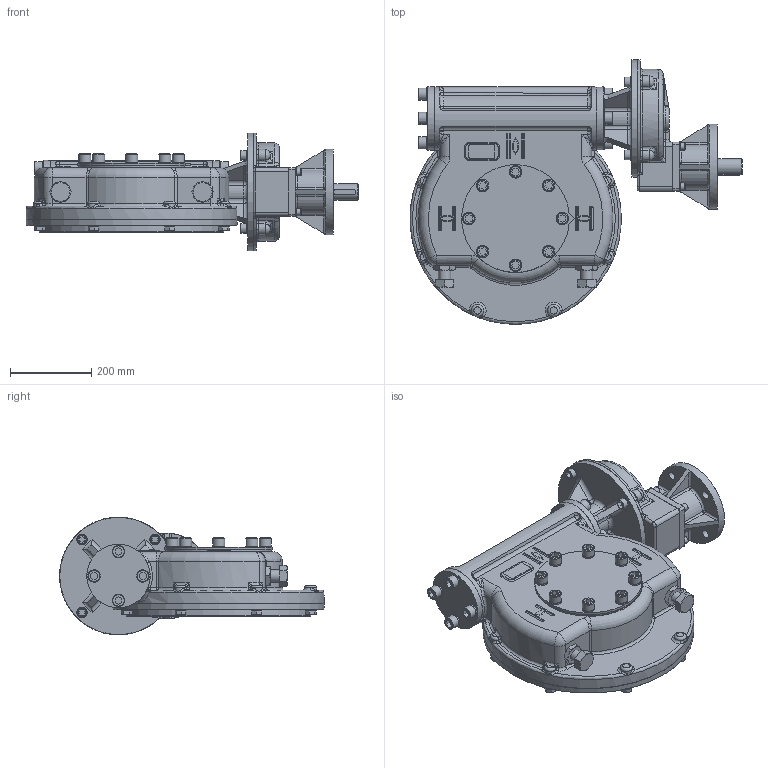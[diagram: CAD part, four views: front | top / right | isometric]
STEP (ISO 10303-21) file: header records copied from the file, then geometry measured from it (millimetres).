
FILE_DESCRIPTION(/* description */ ('Unknown'),/* implementation_level */ '2;1');
FILE_NAME(/* name */ 'PUB-IW82FBIRS-F16-F25',/* time_stamp */ '2016-07-11T14:52:31+01:00',/* author */ ('Unknown'),/* organization */ ('Unknown'),/* preprocessor_version */ 'ST-DEVELOPER v16',/* originating_system */ 'DEX',/* authorisation */ $);
FILE_SCHEMA (('AUTOMOTIVE_DESIGN {1 0 10303 214 3 1 1}'));
Products named in the file (1): PUB-IW82FBIRS-F16-F25
Bounding box: 817.13 x 650.94 x 289.28 mm (x, y, z)
Surface area: 1546196.9 mm2 (no closed solid volume)
Topology: 0 solids, 121 shells, 1407 faces, 4986 edges, 3623 vertices
Faces by surface type: plane 639, cylinder 323, torus 136, cone 126, bspline 119, sphere 64
Full cylindrical faces by diameter (mm): 13.835 x8, 17 x8, 18 x4, 19 x4, 20.5 x4, 24 x4, 30 x18, 30.7 x16, 40 x1, 50 x1, 130 x1, 155 x1, 195 x1, 210 x1, 260 x1, 289 x1, 454.5 x1
Entity records: 72946 total; most frequent: CARTESIAN_POINT 33900, DIRECTION 7274, ORIENTED_EDGE 7273, EDGE_CURVE 4694, VERTEX_POINT 3572, AXIS2_PLACEMENT_3D 2537, LINE 2200, VECTOR 2200
